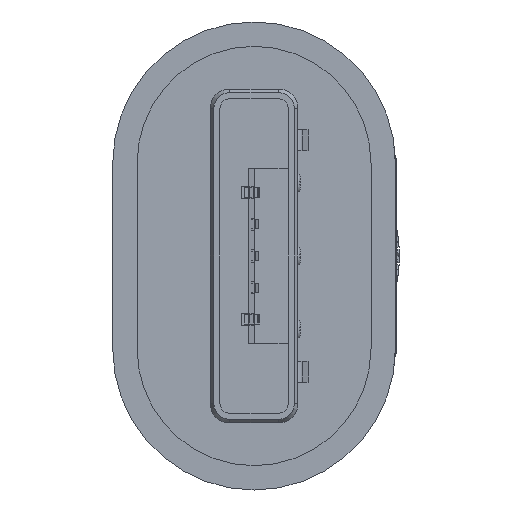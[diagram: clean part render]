
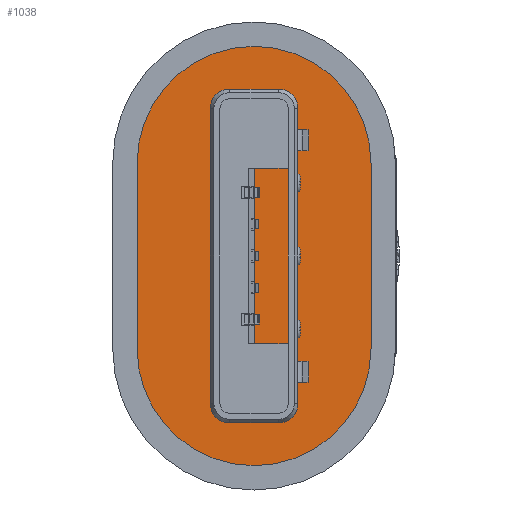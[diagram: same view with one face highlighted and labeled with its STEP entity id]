
A CAD part, left-side view. The second image highlights one B-rep face of the part: STEP entity #1038.
In plain terms, the highlighted face is planar.
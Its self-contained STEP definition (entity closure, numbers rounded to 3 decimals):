
#917 = CARTESIAN_POINT ( 'NONE',  ( -1.9, 0., 0. ) ) ;
#1038 = ADVANCED_FACE ( 'NONE', ( #5851 ), #6636, .T. ) ;
#1613 = CARTESIAN_POINT ( 'NONE',  ( -1.9, 2.4, 0. ) ) ;
#1625 = CARTESIAN_POINT ( 'NONE',  ( 4.3, 0., 0. ) ) ;
#2096 = CARTESIAN_POINT ( 'NONE',  ( 1.9, 0., 0. ) ) ;
#2191 = DIRECTION ( 'NONE',  ( 1., 0., 0. ) ) ;
#2252 = CIRCLE ( 'NONE', #10183, 2.4 ) ;
#2327 = DIRECTION ( 'NONE',  ( 1., 0., 0. ) ) ;
#3115 = ORIENTED_EDGE ( 'NONE', *, *, #15573, .T. ) ;
#3119 = EDGE_CURVE ( 'NONE', #12907, #18104, #11163, .T. ) ;
#3707 = EDGE_LOOP ( 'NONE', ( #18339, #13682, #4169, #17795, #3115 ) ) ;
#3809 = DIRECTION ( 'NONE',  ( 0., 0., 1. ) ) ;
#4169 = ORIENTED_EDGE ( 'NONE', *, *, #3119, .T. ) ;
#5084 = LINE ( 'NONE', #10518, #9197 ) ;
#5803 = VERTEX_POINT ( 'NONE', #6623 ) ;
#5821 = EDGE_CURVE ( 'NONE', #5803, #12907, #11430, .T. ) ;
#5851 = FACE_OUTER_BOUND ( 'NONE', #3707, .T. ) ;
#6623 = CARTESIAN_POINT ( 'NONE',  ( -1.9, -2.4, 0. ) ) ;
#6636 = PLANE ( 'NONE',  #15688 ) ;
#7659 = CIRCLE ( 'NONE', #10107, 2.4 ) ;
#7996 = CARTESIAN_POINT ( 'NONE',  ( 1.9, 2.4, 0. ) ) ;
#8128 = DIRECTION ( 'NONE',  ( 1., 0., 0. ) ) ;
#8515 = DIRECTION ( 'NONE',  ( 0., 0., 1. ) ) ;
#8909 = AXIS2_PLACEMENT_3D ( 'NONE', #2096, #9281, #12257 ) ;
#9174 = DIRECTION ( 'NONE',  ( -1., 0., 0. ) ) ;
#9197 = VECTOR ( 'NONE', #9174, 1000. ) ;
#9281 = DIRECTION ( 'NONE',  ( 0., 0., 1. ) ) ;
#9968 = DIRECTION ( 'NONE',  ( 1., 0., 0. ) ) ;
#10107 = AXIS2_PLACEMENT_3D ( 'NONE', #14174, #8515, #9968 ) ;
#10183 = AXIS2_PLACEMENT_3D ( 'NONE', #15758, #3809, #2327 ) ;
#10497 = EDGE_CURVE ( 'NONE', #12629, #5803, #7659, .T. ) ;
#10518 = CARTESIAN_POINT ( 'NONE',  ( -1.9, 2.4, 0. ) ) ;
#11163 = CIRCLE ( 'NONE', #8909, 2.4 ) ;
#11430 = LINE ( 'NONE', #18277, #18540 ) ;
#12257 = DIRECTION ( 'NONE',  ( 1., 0., 0. ) ) ;
#12629 = VERTEX_POINT ( 'NONE', #1613 ) ;
#12907 = VERTEX_POINT ( 'NONE', #12971 ) ;
#12971 = CARTESIAN_POINT ( 'NONE',  ( 1.9, -2.4, 0. ) ) ;
#13682 = ORIENTED_EDGE ( 'NONE', *, *, #5821, .T. ) ;
#14174 = CARTESIAN_POINT ( 'NONE',  ( -1.9, 0., 0. ) ) ;
#15573 = EDGE_CURVE ( 'NONE', #16350, #12629, #5084, .T. ) ;
#15688 = AXIS2_PLACEMENT_3D ( 'NONE', #917, #16920, #8128 ) ;
#15758 = CARTESIAN_POINT ( 'NONE',  ( 1.9, 0., 0. ) ) ;
#16350 = VERTEX_POINT ( 'NONE', #7996 ) ;
#16920 = DIRECTION ( 'NONE',  ( 0., 0., 1. ) ) ;
#17795 = ORIENTED_EDGE ( 'NONE', *, *, #18527, .T. ) ;
#18104 = VERTEX_POINT ( 'NONE', #1625 ) ;
#18277 = CARTESIAN_POINT ( 'NONE',  ( -1.9, -2.4, 0. ) ) ;
#18339 = ORIENTED_EDGE ( 'NONE', *, *, #10497, .T. ) ;
#18527 = EDGE_CURVE ( 'NONE', #18104, #16350, #2252, .T. ) ;
#18540 = VECTOR ( 'NONE', #2191, 1000. ) ;
